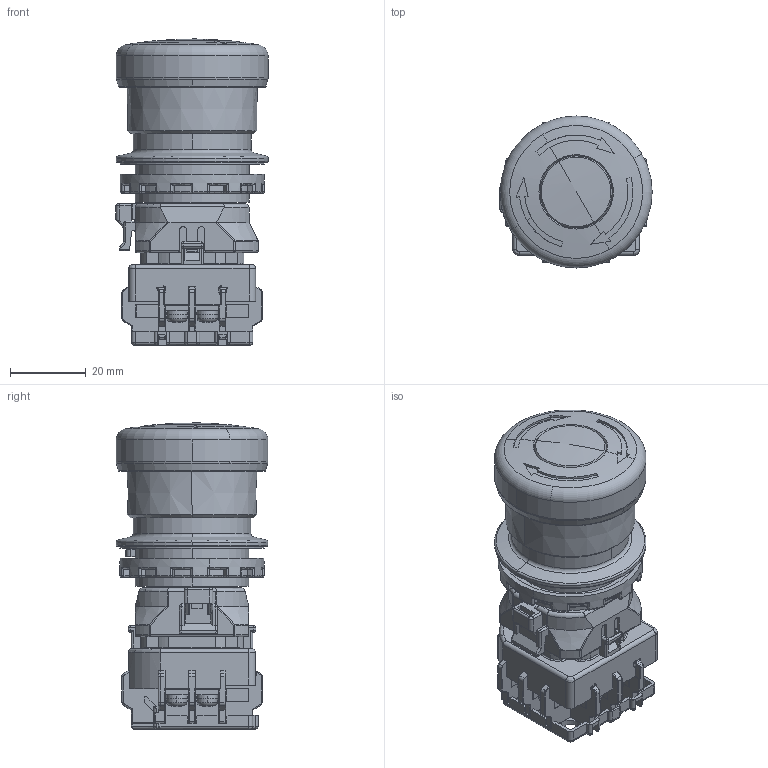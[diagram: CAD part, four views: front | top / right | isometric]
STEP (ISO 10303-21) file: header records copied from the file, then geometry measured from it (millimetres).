
FILE_DESCRIPTION((''),'2;1');
FILE_NAME('178422_ASM','2014-01-27T',('pdmadmin'),(''),'PRO/ENGINEER BY PARAMETRIC TECHNOLOGY CORPORATION, 2013230','PRO/ENGINEER BY PARAMETRIC TECHNOLOGY CORPORATION, 2013230','');
FILE_SCHEMA(('CONFIG_CONTROL_DESIGN'));
Length unit declared in the file: millimetre
Products named in the file (6): 159887_BODY; 159887_HANDLE; 159887_LOCK_NUT; 159887_C_M; 159887_XW9Z_VL2M_; 178422_ASM
Assembly tree (5 placements, depth 2):
  178422_ASM
    159887_BODY
    159887_HANDLE
    159887_LOCK_NUT
    159887_C_M
    159887_XW9Z_VL2M_
Bounding box: 40.1 x 40 x 80.7 mm (x, y, z)
Volume: 55606.5 mm3; surface area: 24693.6 mm2
Topology: 2 solids, 5 shells, 1486 faces, 4020 edges, 2387 vertices
Faces by surface type: plane 622, cylinder 512, torus 160, sphere 97, cone 32, bspline 32, extrusion 25, revolution 6
Entity records: 49009 total; most frequent: CARTESIAN_POINT 12502, ORIENTED_EDGE 7670, DIRECTION 7526, EDGE_CURVE 3925, AXIS2_PLACEMENT_3D 2606, VERTEX_POINT 2381, VECTOR 2308, LINE 2283
